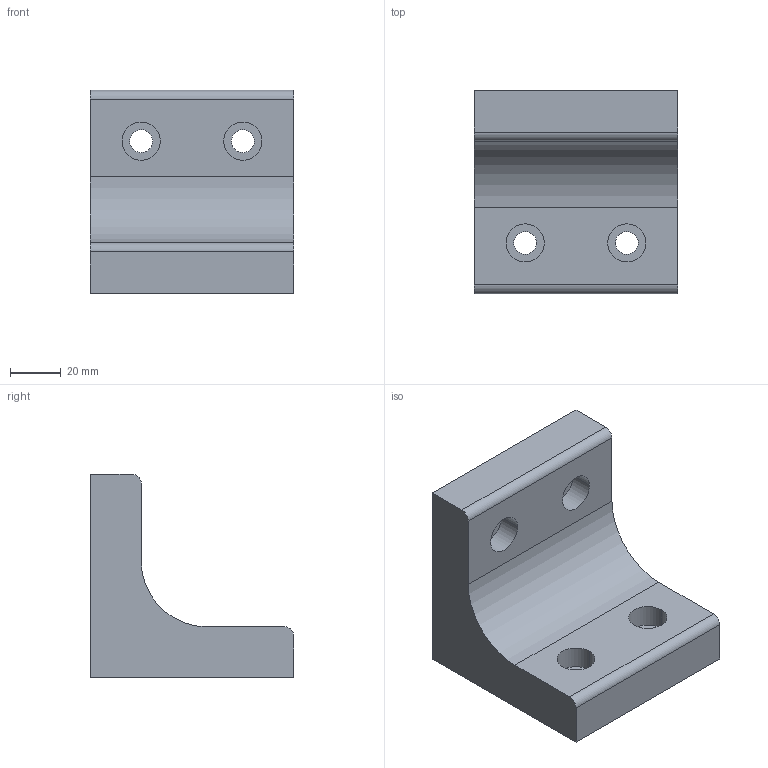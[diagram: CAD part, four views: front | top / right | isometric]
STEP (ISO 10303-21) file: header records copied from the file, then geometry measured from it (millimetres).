
FILE_DESCRIPTION((''),'2;1');
FILE_NAME('SZ0985N.stp','2009-07-27T13:55:08',(''),(''),'Mechanical Desktop 2007','Mechanical Desktop 2007',', , ');
FILE_SCHEMA(('CONFIG_CONTROL_DESIGN'));
Length unit declared in the file: millimetre
Products named in the file (1): SZ0985N
Bounding box: 80 x 80 x 80 mm (x, y, z)
Volume: 226024.6 mm3; surface area: 32777.9 mm2
Topology: 1 solids, 1 shells, 31 faces, 75 edges, 50 vertices
Faces by surface type: bspline 17, cylinder 9, plane 5
Entity records: 1168 total; most frequent: CARTESIAN_POINT 348, ORIENTED_EDGE 150, DIRECTION 143, EDGE_CURVE 75, AXIS2_PLACEMENT_3D 53, VERTEX_POINT 50, EDGE_LOOP 43, CIRCLE 38
